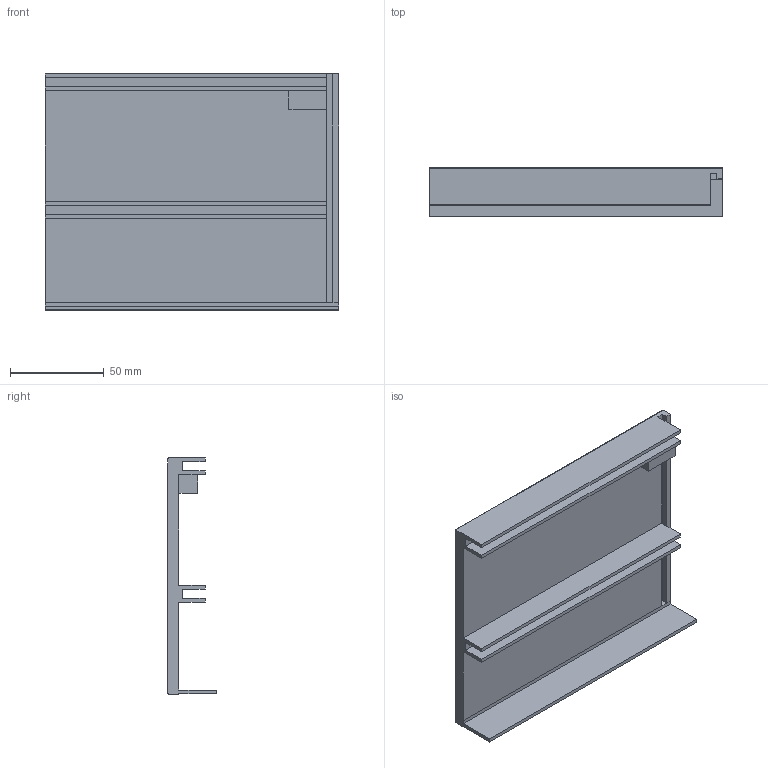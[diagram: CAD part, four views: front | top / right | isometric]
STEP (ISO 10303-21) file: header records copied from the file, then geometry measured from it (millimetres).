
FILE_DESCRIPTION(('HOOPS Exchange Step'),'2;1');
FILE_NAME('temp_export','2023-06-30T10:05:44+01:00',('igorn'),('Shapr3D Limited'),'HOOPS Exchange 2022.2','Shapr3D','Authorized');
FILE_SCHEMA( ('AUTOMOTIVE_DESIGN { 1 0 10303 214 1 1 1 1 }') );
Length unit declared in the file: millimetre
Products named in the file (1): lateral n2
Bounding box: 156.5 x 26 x 126.1 mm (x, y, z)
Volume: 145152.3 mm3; surface area: 65902.6 mm2
Topology: 1 solids, 1 shells, 39 faces, 109 edges, 72 vertices
Faces by surface type: plane 37, cylinder 2
Entity records: 1255 total; most frequent: CARTESIAN_POINT 221, ORIENTED_EDGE 218, DIRECTION 193, EDGE_CURVE 109, VECTOR 105, LINE 105, VERTEX_POINT 72, AXIS2_PLACEMENT_3D 44
